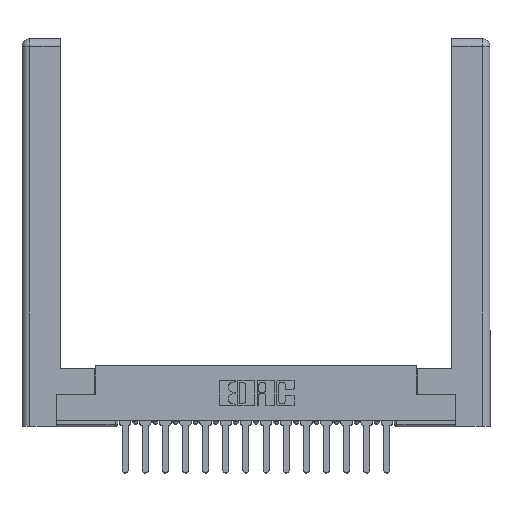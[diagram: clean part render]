
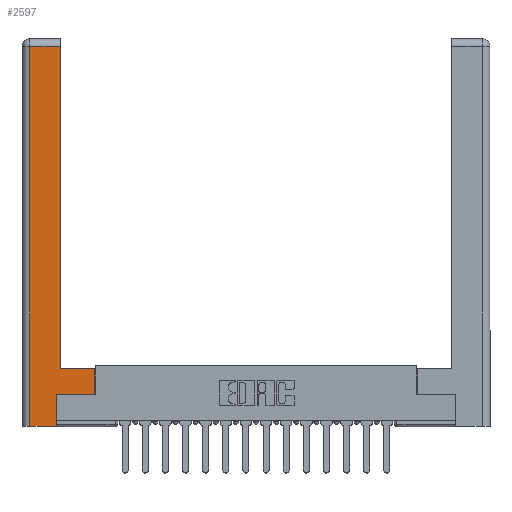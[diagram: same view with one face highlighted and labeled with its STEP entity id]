
A CAD part, top view. The second image highlights one B-rep face of the part: STEP entity #2597.
In plain terms, the highlighted planar face has unit normal (0, 0, 1).
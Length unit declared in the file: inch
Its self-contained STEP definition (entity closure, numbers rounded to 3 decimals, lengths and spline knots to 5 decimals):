
#544 = EDGE_LOOP ( 'NONE', ( #9344, #17209, #11934, #12813, #2854, #14998, #12674, #10821 ) ) ;
#1411 = VERTEX_POINT ( 'NONE', #1955 ) ;
#1523 = CARTESIAN_POINT ( 'NONE',  ( 0.265, 0., 0. ) ) ;
#1955 = CARTESIAN_POINT ( 'NONE',  ( 0.0615, 0., 0. ) ) ;
#2585 = CARTESIAN_POINT ( 'NONE',  ( 0.565, 0.245, 0. ) ) ;
#2597 = ADVANCED_FACE ( 'NONE', ( #12863 ), #10038, .F. ) ;
#2854 = ORIENTED_EDGE ( 'NONE', *, *, #18418, .T. ) ;
#2877 = LINE ( 'NONE', #4281, #14752 ) ;
#3017 = CARTESIAN_POINT ( 'NONE',  ( 0.295, 3., 0. ) ) ;
#3387 = VERTEX_POINT ( 'NONE', #5303 ) ;
#4097 = DIRECTION ( 'NONE',  ( -1., 0., 0. ) ) ;
#4198 = CARTESIAN_POINT ( 'NONE',  ( 0.265, 0.245, 0. ) ) ;
#4281 = CARTESIAN_POINT ( 'NONE',  ( 0.295, 0.45, 0. ) ) ;
#4632 = DIRECTION ( 'NONE',  ( 1., 0., 0. ) ) ;
#5303 = CARTESIAN_POINT ( 'NONE',  ( 0.565, 0.45, 0. ) ) ;
#5624 = VECTOR ( 'NONE', #8315, 39.37008 ) ;
#5949 = CARTESIAN_POINT ( 'NONE',  ( 0.0615, 2.94, 0. ) ) ;
#6517 = CARTESIAN_POINT ( 'NONE',  ( 0.265, 0.245, 0. ) ) ;
#7321 = DIRECTION ( 'NONE',  ( -1., 0., 0. ) ) ;
#7405 = CARTESIAN_POINT ( 'NONE',  ( 0.295, 0.45, 0. ) ) ;
#7550 = LINE ( 'NONE', #8673, #16174 ) ;
#8037 = LINE ( 'NONE', #13696, #5624 ) ;
#8315 = DIRECTION ( 'NONE',  ( -1., 0., 0. ) ) ;
#8673 = CARTESIAN_POINT ( 'NONE',  ( 0.0615, 0., 0. ) ) ;
#8729 = EDGE_CURVE ( 'NONE', #3387, #17393, #2877, .T. ) ;
#8773 = AXIS2_PLACEMENT_3D ( 'NONE', #17259, #8822, #7321 ) ;
#8822 = DIRECTION ( 'NONE',  ( 0., 0., -1. ) ) ;
#8894 = CARTESIAN_POINT ( 'NONE',  ( 0.565, 0.45, 0. ) ) ;
#8901 = VERTEX_POINT ( 'NONE', #5949 ) ;
#8979 = VECTOR ( 'NONE', #14356, 39.37008 ) ;
#9344 = ORIENTED_EDGE ( 'NONE', *, *, #11024, .T. ) ;
#9499 = EDGE_CURVE ( 'NONE', #17824, #8901, #8037, .T. ) ;
#9639 = VECTOR ( 'NONE', #4632, 39.37008 ) ;
#9662 = VECTOR ( 'NONE', #13665, 39.37008 ) ;
#10038 = PLANE ( 'NONE',  #8773 ) ;
#10334 = VERTEX_POINT ( 'NONE', #18190 ) ;
#10765 = DIRECTION ( 'NONE',  ( 1., 0., 0. ) ) ;
#10821 = ORIENTED_EDGE ( 'NONE', *, *, #8729, .T. ) ;
#10856 = VECTOR ( 'NONE', #15817, 39.37008 ) ;
#11024 = EDGE_CURVE ( 'NONE', #17393, #17824, #17343, .T. ) ;
#11241 = EDGE_CURVE ( 'NONE', #18180, #12438, #14820, .T. ) ;
#11498 = DIRECTION ( 'NONE',  ( 0., -1., 0. ) ) ;
#11551 = LINE ( 'NONE', #1523, #9639 ) ;
#11934 = ORIENTED_EDGE ( 'NONE', *, *, #12156, .T. ) ;
#12153 = LINE ( 'NONE', #6517, #9662 ) ;
#12156 = EDGE_CURVE ( 'NONE', #8901, #1411, #7550, .T. ) ;
#12188 = CARTESIAN_POINT ( 'NONE',  ( 0.565, 0.245, 0. ) ) ;
#12438 = VERTEX_POINT ( 'NONE', #2585 ) ;
#12674 = ORIENTED_EDGE ( 'NONE', *, *, #17784, .T. ) ;
#12813 = ORIENTED_EDGE ( 'NONE', *, *, #15506, .T. ) ;
#12863 = FACE_OUTER_BOUND ( 'NONE', #544, .T. ) ;
#13042 = CARTESIAN_POINT ( 'NONE',  ( 0.295, 2.94, 0. ) ) ;
#13665 = DIRECTION ( 'NONE',  ( 0., 1., 0. ) ) ;
#13696 = CARTESIAN_POINT ( 'NONE',  ( 0.0615, 2.94, 0. ) ) ;
#14356 = DIRECTION ( 'NONE',  ( 0., 1., 0. ) ) ;
#14752 = VECTOR ( 'NONE', #4097, 39.37008 ) ;
#14820 = LINE ( 'NONE', #12188, #15537 ) ;
#14998 = ORIENTED_EDGE ( 'NONE', *, *, #11241, .T. ) ;
#15506 = EDGE_CURVE ( 'NONE', #1411, #10334, #11551, .T. ) ;
#15537 = VECTOR ( 'NONE', #10765, 39.37008 ) ;
#15817 = DIRECTION ( 'NONE',  ( 0., 1., 0. ) ) ;
#16009 = LINE ( 'NONE', #8894, #10856 ) ;
#16174 = VECTOR ( 'NONE', #11498, 39.37008 ) ;
#17209 = ORIENTED_EDGE ( 'NONE', *, *, #9499, .T. ) ;
#17259 = CARTESIAN_POINT ( 'NONE',  ( 0., 0., 0. ) ) ;
#17343 = LINE ( 'NONE', #3017, #8979 ) ;
#17393 = VERTEX_POINT ( 'NONE', #7405 ) ;
#17784 = EDGE_CURVE ( 'NONE', #12438, #3387, #16009, .T. ) ;
#17824 = VERTEX_POINT ( 'NONE', #13042 ) ;
#18180 = VERTEX_POINT ( 'NONE', #4198 ) ;
#18190 = CARTESIAN_POINT ( 'NONE',  ( 0.265, 0., 0. ) ) ;
#18418 = EDGE_CURVE ( 'NONE', #10334, #18180, #12153, .T. ) ;
